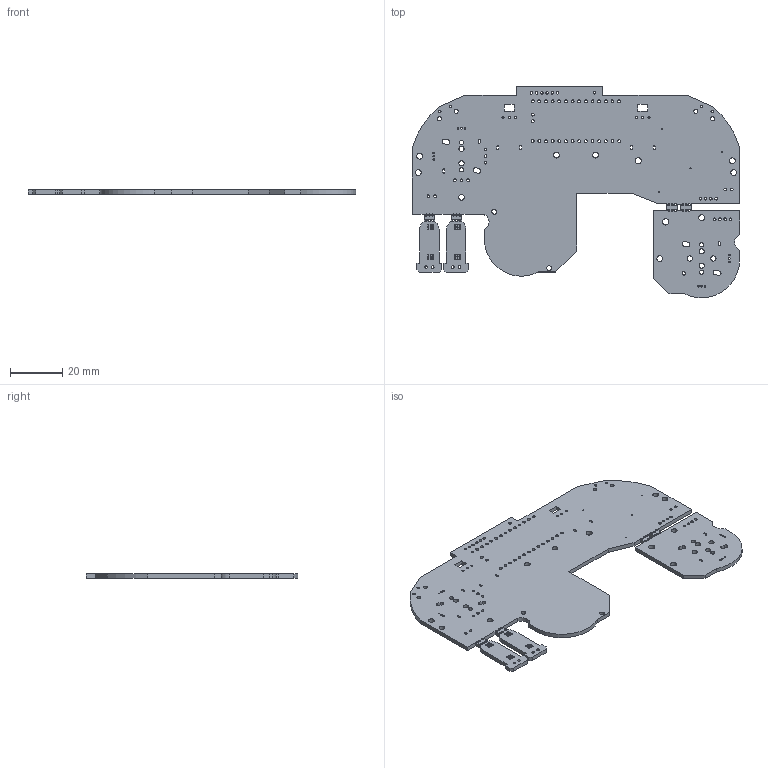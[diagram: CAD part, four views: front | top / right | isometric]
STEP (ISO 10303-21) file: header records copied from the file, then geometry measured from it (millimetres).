
FILE_DESCRIPTION(('KiCad electronic assembly'),'2;1');
FILE_NAME('PhobGCC.step','2022-11-09T18:29:44',('Pcbnew'),('Kicad'), 'Open CASCADE STEP processor 7.6','KiCad to STEP converter','Unknown' );
FILE_SCHEMA(('AUTOMOTIVE_DESIGN { 1 0 10303 214 1 1 1 1 }'));
Length unit declared in the file: millimetre
Products named in the file (2): PhobGCC 1; PhobGCC PCB
Assembly tree (1 placements, depth 2):
  PhobGCC 1
    PhobGCC PCB
Bounding box: 125 x 80.87 x 1.6 mm (x, y, z)
Volume: 11281 mm3; surface area: 16020.2 mm2
Topology: 1 solids, 1 shells, 297 faces, 885 edges, 590 vertices
Faces by surface type: cylinder 206, plane 91
Full cylindrical faces by diameter (mm): 0.4 x40, 0.6 x12, 0.787 x24, 0.8 x6, 0.99 x4, 1 x29, 1.1 x30, 1.5 x4, 1.6 x4, 1.8 x2, 2 x6, 2.2 x9, 2.4 x2
Entity records: 23707 total; most frequent: CARTESIAN_POINT 6016, DIRECTION 3253, LINE 1831, VECTOR 1831, ORIENTED_EDGE 1770, PCURVE 1770, DEFINITIONAL_REPRESENTATION 1770, EDGE_CURVE 885
